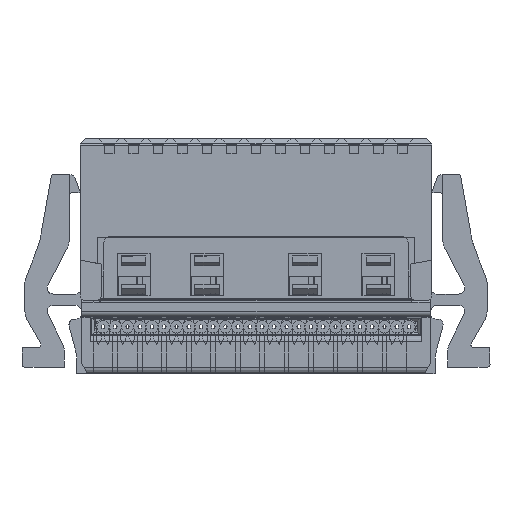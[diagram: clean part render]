
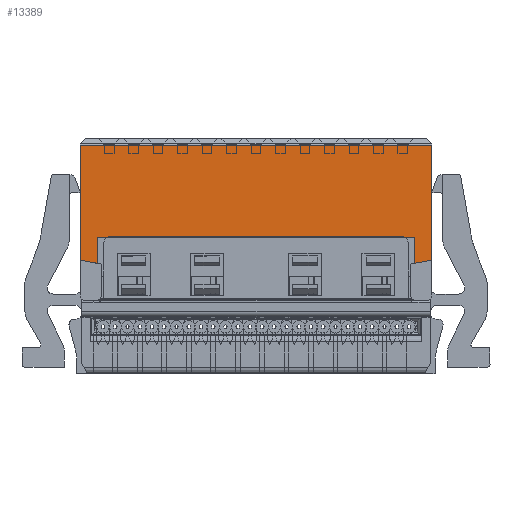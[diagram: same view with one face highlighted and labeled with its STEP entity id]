
A CAD part, front view. The second image highlights one B-rep face of the part: STEP entity #13389.
In plain terms, the highlighted planar face has unit normal (0, -1, 0).
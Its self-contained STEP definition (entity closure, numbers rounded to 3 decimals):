
#13339=AXIS2_PLACEMENT_3D('Plane Axis2P3D',#13336,#13337,#13338) ;
#3863=CARTESIAN_POINT('Vertex',(3.098,-111.925,9.429)) ;
#3866=CARTESIAN_POINT('Line Origine',(3.098,-111.925,6.439)) ;
#3870=CARTESIAN_POINT('Vertex',(3.098,-111.925,3.45)) ;
#4164=CARTESIAN_POINT('Vertex',(-15.163,-111.925,3.45)) ;
#4167=CARTESIAN_POINT('Line Origine',(-15.163,-111.925,6.439)) ;
#4171=CARTESIAN_POINT('Vertex',(-15.162,-111.925,9.429)) ;
#13336=CARTESIAN_POINT('Axis2P3D Location',(-15.407,-111.925,9.97)) ;
#13341=CARTESIAN_POINT('Line Origine',(-6.032,-111.925,9.429)) ;
#13346=CARTESIAN_POINT('Line Origine',(-14.722,-111.925,3.372)) ;
#13350=CARTESIAN_POINT('Vertex',(-14.283,-111.925,3.295)) ;
#13353=CARTESIAN_POINT('Line Origine',(-14.283,-111.925,3.972)) ;
#13357=CARTESIAN_POINT('Vertex',(-14.282,-111.925,4.65)) ;
#13360=CARTESIAN_POINT('Line Origine',(-6.033,-111.925,4.65)) ;
#13364=CARTESIAN_POINT('Vertex',(2.218,-111.925,4.65)) ;
#13367=CARTESIAN_POINT('Line Origine',(2.217,-111.925,3.972)) ;
#13371=CARTESIAN_POINT('Vertex',(2.218,-111.925,3.295)) ;
#13374=CARTESIAN_POINT('Line Origine',(2.658,-111.925,3.372)) ;
#3867=DIRECTION('Vector Direction',(0.,0.,1.)) ;
#4168=DIRECTION('Vector Direction',(0.,0.,-1.)) ;
#13337=DIRECTION('Axis2P3D Direction',(0.,-1.,0.)) ;
#13338=DIRECTION('Axis2P3D XDirection',(0.,0.,1.)) ;
#13342=DIRECTION('Vector Direction',(-1.,0.,0.)) ;
#13347=DIRECTION('Vector Direction',(0.985,0.,-0.174)) ;
#13354=DIRECTION('Vector Direction',(0.,0.,1.)) ;
#13361=DIRECTION('Vector Direction',(1.,0.,0.)) ;
#13368=DIRECTION('Vector Direction',(0.,0.,-1.)) ;
#13375=DIRECTION('Vector Direction',(0.985,0.,0.174)) ;
#3868=VECTOR('Line Direction',#3867,1.) ;
#4169=VECTOR('Line Direction',#4168,1.) ;
#13343=VECTOR('Line Direction',#13342,1.) ;
#13348=VECTOR('Line Direction',#13347,1.) ;
#13355=VECTOR('Line Direction',#13354,1.) ;
#13362=VECTOR('Line Direction',#13361,1.) ;
#13369=VECTOR('Line Direction',#13368,1.) ;
#13376=VECTOR('Line Direction',#13375,1.) ;
#13380=ORIENTED_EDGE('',*,*,#13345,.T.) ;
#13381=ORIENTED_EDGE('',*,*,#4173,.T.) ;
#13382=ORIENTED_EDGE('',*,*,#13352,.T.) ;
#13383=ORIENTED_EDGE('',*,*,#13359,.T.) ;
#13384=ORIENTED_EDGE('',*,*,#13366,.T.) ;
#13385=ORIENTED_EDGE('',*,*,#13373,.T.) ;
#13386=ORIENTED_EDGE('',*,*,#13378,.T.) ;
#13387=ORIENTED_EDGE('',*,*,#3872,.T.) ;
#13389=ADVANCED_FACE('1001\\MANIFOLD_SOLID_BREP #3603',(#13388),#13340,.T.) ;
#3872=EDGE_CURVE('',#3871,#3864,#3869,.T.) ;
#4173=EDGE_CURVE('',#4172,#4165,#4170,.T.) ;
#13345=EDGE_CURVE('',#3864,#4172,#13344,.T.) ;
#13352=EDGE_CURVE('',#4165,#13351,#13349,.T.) ;
#13359=EDGE_CURVE('',#13351,#13358,#13356,.T.) ;
#13366=EDGE_CURVE('',#13358,#13365,#13363,.T.) ;
#13373=EDGE_CURVE('',#13365,#13372,#13370,.T.) ;
#13378=EDGE_CURVE('',#13372,#3871,#13377,.T.) ;
#13379=EDGE_LOOP('',(#13380,#13381,#13382,#13383,#13384,#13385,#13386,#13387)) ;
#13388=FACE_OUTER_BOUND('',#13379,.T.) ;
#3869=LINE('Line',#3866,#3868) ;
#4170=LINE('Line',#4167,#4169) ;
#13344=LINE('Line',#13341,#13343) ;
#13349=LINE('Line',#13346,#13348) ;
#13356=LINE('Line',#13353,#13355) ;
#13363=LINE('Line',#13360,#13362) ;
#13370=LINE('Line',#13367,#13369) ;
#13377=LINE('Line',#13374,#13376) ;
#13340=PLANE('',#13339) ;
#3864=VERTEX_POINT('',#3863) ;
#3871=VERTEX_POINT('',#3870) ;
#4165=VERTEX_POINT('',#4164) ;
#4172=VERTEX_POINT('',#4171) ;
#13351=VERTEX_POINT('',#13350) ;
#13358=VERTEX_POINT('',#13357) ;
#13365=VERTEX_POINT('',#13364) ;
#13372=VERTEX_POINT('',#13371) ;
